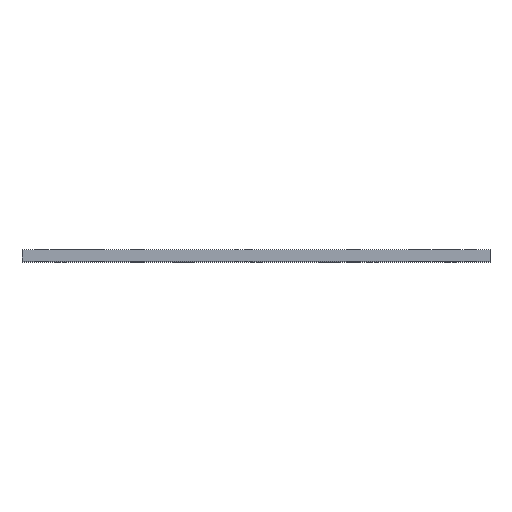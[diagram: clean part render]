
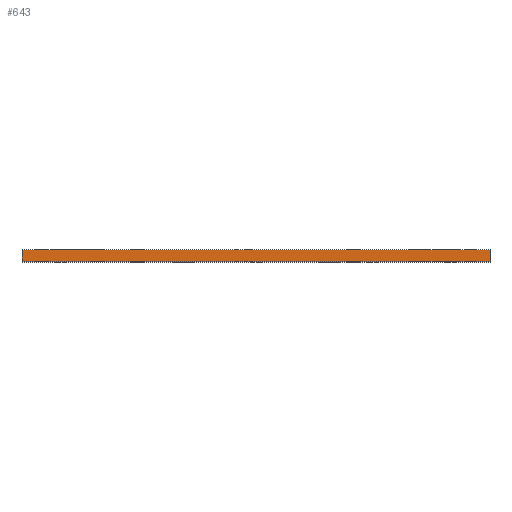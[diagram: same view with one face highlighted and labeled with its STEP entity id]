
A CAD part, top view. The second image highlights one B-rep face of the part: STEP entity #643.
In plain terms, the highlighted planar face has unit normal (0, 0, 1).
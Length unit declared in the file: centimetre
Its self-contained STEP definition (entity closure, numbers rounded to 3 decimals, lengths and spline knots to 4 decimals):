
#67 = AXIS2_PLACEMENT_3D ( 'NONE', #881, #1015, #721 ) ;
#147 = LINE ( 'NONE', #1948, #1853 ) ;
#622 = CARTESIAN_POINT ( 'NONE',  ( 0., 0.3, 0. ) ) ;
#643 = ADVANCED_FACE ( 'NONE', ( #1742 ), #1644, .F. ) ;
#701 = EDGE_CURVE ( 'NONE', #1905, #1321, #1641, .T. ) ;
#721 = DIRECTION ( 'NONE',  ( -1., 0., 0. ) ) ;
#728 = DIRECTION ( 'NONE',  ( 0., -1., 0. ) ) ;
#881 = CARTESIAN_POINT ( 'NONE',  ( 0., 0.3, 0. ) ) ;
#885 = ORIENTED_EDGE ( 'NONE', *, *, #1999, .F. ) ;
#886 = VECTOR ( 'NONE', #728, 100. ) ;
#1015 = DIRECTION ( 'NONE',  ( 0., 0., -1. ) ) ;
#1023 = VERTEX_POINT ( 'NONE', #1294 ) ;
#1146 = EDGE_LOOP ( 'NONE', ( #1380, #885, #1654, #1682 ) ) ;
#1205 = CARTESIAN_POINT ( 'NONE',  ( 0., 0.3, 0. ) ) ;
#1267 = LINE ( 'NONE', #1205, #1434 ) ;
#1294 = CARTESIAN_POINT ( 'NONE',  ( 0., 0., 0. ) ) ;
#1309 = EDGE_CURVE ( 'NONE', #1905, #1023, #1267, .T. ) ;
#1310 = CARTESIAN_POINT ( 'NONE',  ( 12., 0., 0. ) ) ;
#1321 = VERTEX_POINT ( 'NONE', #1973 ) ;
#1380 = ORIENTED_EDGE ( 'NONE', *, *, #1994, .T. ) ;
#1434 = VECTOR ( 'NONE', #1651, 100. ) ;
#1514 = CARTESIAN_POINT ( 'NONE',  ( 12., 0.3, 0. ) ) ;
#1641 = LINE ( 'NONE', #622, #1893 ) ;
#1644 = PLANE ( 'NONE',  #67 ) ;
#1651 = DIRECTION ( 'NONE',  ( 0., -1., 0. ) ) ;
#1654 = ORIENTED_EDGE ( 'NONE', *, *, #701, .F. ) ;
#1682 = ORIENTED_EDGE ( 'NONE', *, *, #1309, .T. ) ;
#1733 = LINE ( 'NONE', #1514, #886 ) ;
#1742 = FACE_OUTER_BOUND ( 'NONE', #1146, .T. ) ;
#1772 = CARTESIAN_POINT ( 'NONE',  ( 0., 0.3, 0. ) ) ;
#1843 = DIRECTION ( 'NONE',  ( 1., 0., 0. ) ) ;
#1853 = VECTOR ( 'NONE', #1956, 100. ) ;
#1873 = VERTEX_POINT ( 'NONE', #1310 ) ;
#1893 = VECTOR ( 'NONE', #1843, 100. ) ;
#1905 = VERTEX_POINT ( 'NONE', #1772 ) ;
#1948 = CARTESIAN_POINT ( 'NONE',  ( 0., 0., 0. ) ) ;
#1956 = DIRECTION ( 'NONE',  ( 1., 0., 0. ) ) ;
#1973 = CARTESIAN_POINT ( 'NONE',  ( 12., 0.3, 0. ) ) ;
#1994 = EDGE_CURVE ( 'NONE', #1023, #1873, #147, .T. ) ;
#1999 = EDGE_CURVE ( 'NONE', #1321, #1873, #1733, .T. ) ;
